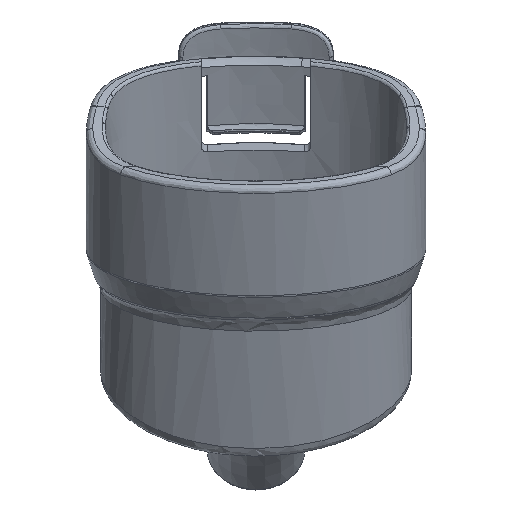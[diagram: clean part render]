
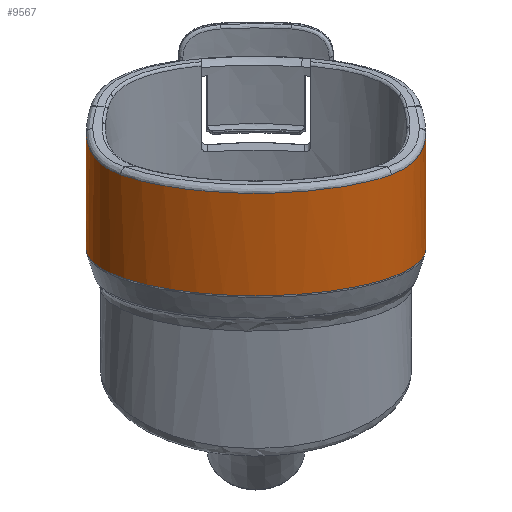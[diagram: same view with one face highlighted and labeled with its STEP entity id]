
A CAD part, left-side view. The second image highlights one B-rep face of the part: STEP entity #9567.
In plain terms, the highlighted face is a extrusion surface.
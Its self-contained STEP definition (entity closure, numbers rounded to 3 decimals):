
#46=CARTESIAN_POINT('',(82.409,-84.85,-19.189));
#1139=CARTESIAN_POINT('',(74.033,-79.486,
-25.764));
#1140=CARTESIAN_POINT('',(74.627,-80.252,
-25.487));
#1141=CARTESIAN_POINT('',(75.589,-81.339,
-24.993));
#1142=CARTESIAN_POINT('',(76.978,-82.579,
-24.13));
#1143=CARTESIAN_POINT('',(78.068,-83.385,
-23.369));
#1144=CARTESIAN_POINT('',(79.188,-84.032,
-22.484));
#1145=CARTESIAN_POINT('',(80.675,-84.655,
-21.156));
#1146=CARTESIAN_POINT('',(81.748,-84.85,
-20.008));
#1147=CARTESIAN_POINT('',(82.409,-84.85,
-19.189));
#1184=CARTESIAN_POINT('',(74.033,-37.514,
-25.764));
#1185=CARTESIAN_POINT('',(71.776,-40.419,
-26.817));
#1186=CARTESIAN_POINT('',(69.534,-45.653,
-27.862));
#1187=CARTESIAN_POINT('',(68.123,-52.886,
-28.52));
#1188=CARTESIAN_POINT('',(67.773,-58.512,
-28.683));
#1189=CARTESIAN_POINT('',(68.115,-64.038,
-28.524));
#1190=CARTESIAN_POINT('',(69.182,-69.562,
-28.026));
#1191=CARTESIAN_POINT('',(71.02,-74.782,
-27.169));
#1192=CARTESIAN_POINT('',(72.899,-78.027,
-26.293));
#1193=CARTESIAN_POINT('',(74.033,-79.486,
-25.764));
#1230=CARTESIAN_POINT('',(82.409,-32.15,
-19.189));
#1231=CARTESIAN_POINT('',(82.295,-32.15,
-19.33));
#1232=CARTESIAN_POINT('',(82.062,-32.158,
-19.612));
#1233=CARTESIAN_POINT('',(81.696,-32.194,
-20.032));
#1234=CARTESIAN_POINT('',(81.32,-32.255,
-20.445));
#1235=CARTESIAN_POINT('',(80.938,-32.34,
-20.844));
#1236=CARTESIAN_POINT('',(80.551,-32.447,
-21.232));
#1237=CARTESIAN_POINT('',(80.157,-32.579,
-21.608));
#1238=CARTESIAN_POINT('',(79.759,-32.734,
-21.973));
#1239=CARTESIAN_POINT('',(79.355,-32.914,
-22.326));
#1240=CARTESIAN_POINT('',(78.947,-33.118,
-22.668));
#1241=CARTESIAN_POINT('',(78.534,-33.35,
-22.998));
#1242=CARTESIAN_POINT('',(78.124,-33.604,
-23.313));
#1243=CARTESIAN_POINT('',(77.711,-33.885,
-23.614));
#1244=CARTESIAN_POINT('',(77.283,-34.203,
-23.914));
#1245=CARTESIAN_POINT('',(76.84,-34.559,
-24.208));
#1246=CARTESIAN_POINT('',(76.39,-34.95,
-24.494));
#1247=CARTESIAN_POINT('',(75.932,-35.378,
-24.77));
#1248=CARTESIAN_POINT('',(75.467,-35.845,
-25.035));
#1249=CARTESIAN_POINT('',(74.993,-36.355,
-25.291));
#1250=CARTESIAN_POINT('',(74.513,-36.91,
-25.536));
#1251=CARTESIAN_POINT('',(74.192,-37.308,
-25.69));
#1252=CARTESIAN_POINT('',(74.033,-37.514,
-25.764));
#2919=CARTESIAN_POINT('',(90.85,-32.15,
-37.29));
#2967=CARTESIAN_POINT('',(90.85,-84.85,
-37.29));
#2968=CARTESIAN_POINT('',(90.85,-84.85,
-37.29));
#2969=CARTESIAN_POINT('',(90.506,-84.85,
-37.45));
#2970=CARTESIAN_POINT('',(89.81,-84.811,
-37.775));
#2971=CARTESIAN_POINT('',(88.765,-84.632,
-38.262));
#2972=CARTESIAN_POINT('',(87.717,-84.33,
-38.751));
#2973=CARTESIAN_POINT('',(86.671,-83.902,
-39.239));
#2974=CARTESIAN_POINT('',(85.627,-83.341,
-39.726));
#2975=CARTESIAN_POINT('',(84.582,-82.638,
-40.213));
#2976=CARTESIAN_POINT('',(83.539,-81.782,
-40.699));
#2977=CARTESIAN_POINT('',(82.501,-80.758,
-41.184));
#2978=CARTESIAN_POINT('',(81.473,-79.551,
-41.663));
#2979=CARTESIAN_POINT('',(80.465,-78.148,
-42.133));
#2980=CARTESIAN_POINT('',(79.49,-76.535,
-42.588));
#2981=CARTESIAN_POINT('',(78.564,-74.702,
-43.019));
#2982=CARTESIAN_POINT('',(77.707,-72.645,
-43.419));
#2983=CARTESIAN_POINT('',(76.942,-70.365,
-43.776));
#2984=CARTESIAN_POINT('',(76.293,-67.873,
-44.078));
#2985=CARTESIAN_POINT('',(75.786,-65.195,
-44.315));
#2986=CARTESIAN_POINT('',(75.443,-62.366,
-44.475));
#2987=CARTESIAN_POINT('',(75.284,-59.435,
-44.549));
#2988=CARTESIAN_POINT('',(75.32,-56.461,
-44.532));
#2989=CARTESIAN_POINT('',(75.554,-53.513,
-44.423));
#2990=CARTESIAN_POINT('',(75.977,-50.661,
-44.225));
#2991=CARTESIAN_POINT('',(76.57,-47.965,
-43.949));
#2992=CARTESIAN_POINT('',(77.308,-45.469,
-43.605));
#2993=CARTESIAN_POINT('',(78.164,-43.199,
-43.206));
#2994=CARTESIAN_POINT('',(79.11,-41.169,
-42.764));
#2995=CARTESIAN_POINT('',(80.122,-39.383,
-42.293));
#2996=CARTESIAN_POINT('',(81.175,-37.834,
-41.801));
#2997=CARTESIAN_POINT('',(82.254,-36.509,
-41.298));
#2998=CARTESIAN_POINT('',(83.344,-35.394,
-40.79));
#2999=CARTESIAN_POINT('',(84.436,-34.47,
-40.281));
#3000=CARTESIAN_POINT('',(85.524,-33.72,
-39.774));
#3001=CARTESIAN_POINT('',(86.604,-33.129,
-39.27));
#3002=CARTESIAN_POINT('',(87.676,-32.683,
-38.77));
#3003=CARTESIAN_POINT('',(88.739,-32.373,
-38.274));
#3004=CARTESIAN_POINT('',(89.796,-32.19,
-37.782));
#3005=CARTESIAN_POINT('',(90.5,-32.15,
-37.452));
#3006=CARTESIAN_POINT('',(90.85,-32.15,
-37.29));
#3008=DIRECTION('',(-0.423,0.,0.906));
#3009=VECTOR('',#3008,19.973);
#3010=CARTESIAN_POINT('',(90.85,-84.85,
-37.29));
#3011=LINE('',#3010,#3009);
#3012=DIRECTION('',(0.423,0.,-0.906));
#3013=VECTOR('',#3012,19.973);
#3014=CARTESIAN_POINT('',(82.409,-32.15,
-19.189));
#3015=LINE('',#3014,#3013);
#3699=VERTEX_POINT('',#46);
#3700=CARTESIAN_POINT('',(90.85,-84.85,
-37.29));
#3701=VERTEX_POINT('',#3700);
#3702=VERTEX_POINT('',#2919);
#3703=CARTESIAN_POINT('',(82.409,-32.15,
-19.189));
#3704=VERTEX_POINT('',#3703);
#3721=VERTEX_POINT('',#1139);
#3722=VERTEX_POINT('',#1184);
#9550=CARTESIAN_POINT('',(91.757,-58.5,-39.236));
#9551=DIRECTION('',(0.423,0.,-0.906));
#9552=DIRECTION('',(0.,1.,0.));
#9553=AXIS2_PLACEMENT_3D('',#9550,#9551,#9552);
#9556=DIRECTION('',(0.423,0.,-0.906));
#9557=VECTOR('',#9556,1.);
#9558=SURFACE_OF_LINEAR_EXTRUSION('',#9555,#9557);
#9559=ORIENTED_EDGE('',*,*,#4010,.F.);
#9560=ORIENTED_EDGE('',*,*,#9543,.T.);
#9561=ORIENTED_EDGE('',*,*,#4006,.F.);
#9562=ORIENTED_EDGE('',*,*,#6028,.T.);
#9563=ORIENTED_EDGE('',*,*,#5951,.T.);
#9564=ORIENTED_EDGE('',*,*,#5867,.T.);
#9565=EDGE_LOOP('',(#9559,#9560,#9561,#9562,#9563,#9564));
#9566=FACE_OUTER_BOUND('',#9565,.F.);
#9567=ADVANCED_FACE('',(#9566),#9558,.T.);
#1148=B_SPLINE_CURVE_WITH_KNOTS('',3,(#1139,#1140,#1141,#1142,#1143,#1144,#1145,
#1146,#1147),.UNSPECIFIED.,.F.,.F.,(4,1,1,1,1,1,4),(0.,0.25,
0.375,0.5,0.625,0.75,1.),
.UNSPECIFIED.);
#1194=B_SPLINE_CURVE_WITH_KNOTS('',3,(#1184,#1185,#1186,#1187,#1188,#1189,#1190,
#1191,#1192,#1193),.UNSPECIFIED.,.F.,.F.,(4,1,1,1,1,1,1,4),(0.,
0.25,0.375,0.5,0.625,
0.75,0.875,1.),.UNSPECIFIED.);
#1253=B_SPLINE_CURVE_WITH_KNOTS('',3,(#1230,#1231,#1232,#1233,#1234,#1235,#1236,
#1237,#1238,#1239,#1240,#1241,#1242,#1243,#1244,#1245,#1246,#1247,#1248,#1249,
#1250,#1251,#1252),.UNSPECIFIED.,.F.,.F.,(4,1,1,1,1,1,1,1,1,1,1,1,1,1,1,1,1,1,1,
1,4),(0.,0.05,0.1,0.15,0.2,0.25,0.3,0.35,0.4,0.45,0.5,
0.55,0.6,0.65,0.7,0.75,0.8,0.85,0.9,0.95,1.),.UNSPECIFIED.);
#3007=B_SPLINE_CURVE_WITH_KNOTS('',3,(#2967,#2968,#2969,#2970,#2971,#2972,#2973,
#2974,#2975,#2976,#2977,#2978,#2979,#2980,#2981,#2982,#2983,#2984,#2985,#2986,
#2987,#2988,#2989,#2990,#2991,#2992,#2993,#2994,#2995,#2996,#2997,#2998,#2999,
#3000,#3001,#3002,#3003,#3004,#3005,#3006),.UNSPECIFIED.,.F.,.F.,(4,1,1,1,1,1,1,
1,1,1,1,1,1,1,1,1,1,1,1,1,1,1,1,1,1,1,1,1,1,1,1,1,1,1,1,1,1,4),(0.,
0.,0.016,0.033,0.05,
0.067,0.086,0.105,0.125,
0.147,0.171,0.197,0.225,
0.255,0.288,0.324,0.361,
0.401,0.443,0.486,0.53,
0.573,0.615,0.656,0.694,
0.73,0.763,0.794,0.822,
0.847,0.871,0.892,0.913,
0.932,0.95,0.967,0.984,1.),
.UNSPECIFIED.);
#4006=EDGE_CURVE('',#3704,#3702,#3015,.T.);
#4010=EDGE_CURVE('',#3701,#3699,#3011,.T.);
#5867=EDGE_CURVE('',#3721,#3699,#1148,.T.);
#5951=EDGE_CURVE('',#3722,#3721,#1194,.T.);
#6028=EDGE_CURVE('',#3704,#3722,#1253,.T.);
#9543=EDGE_CURVE('',#3701,#3702,#3007,.T.);
#9554=ELLIPSE('',#9553,26.35,17.15);
#9555=TRIMMED_CURVE('',#9554,(PARAMETER_VALUE(180.)),(PARAMETER_VALUE(360.)),.T.,.UNSPECIFIED.);
